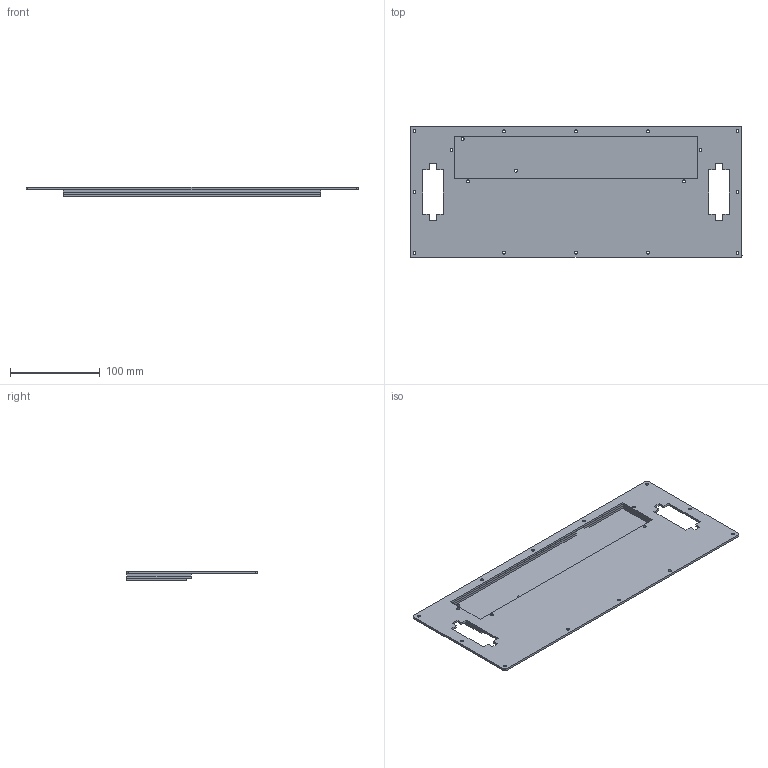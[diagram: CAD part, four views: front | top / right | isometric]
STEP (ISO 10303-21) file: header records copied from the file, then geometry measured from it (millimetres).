
FILE_DESCRIPTION(/* description */ (''),/* implementation_level */ '2;1');
FILE_NAME(/* name */ '底盖.step',/* time_stamp */ '2021-11-21T20:47:56+08:00',/* author */ (''),/* organization */ (''),/* preprocessor_version */ 'ST-DEVELOPER v18.1',/* originating_system */ 'Autodesk Translation Framework v10.10.0.1391',/* authorisation */ '');
FILE_SCHEMA (('AUTOMOTIVE_DESIGN { 1 0 10303 214 3 1 1 }'));
Length unit declared in the file: millimetre
Products named in the file (4): 4-底盖; 1-底盖; 3-底盖; 2-底盖
Assembly tree (3 placements, depth 2):
  4-底盖
    1-底盖
    3-底盖
    2-底盖
Bounding box: 369.06 x 145.23 x 10.4 mm (x, y, z)
Volume: 184608.1 mm3; surface area: 160240 mm2
Topology: 4 solids, 4 shells, 110 faces, 306 edges, 204 vertices
Faces by surface type: plane 68, cylinder 42
Full cylindrical faces by diameter (mm): 3.2 x38
Entity records: 3823 total; most frequent: CARTESIAN_POINT 627, DIRECTION 624, ORIENTED_EDGE 612, EDGE_CURVE 306, LINE 222, VECTOR 222, VERTEX_POINT 204, AXIS2_PLACEMENT_3D 201
